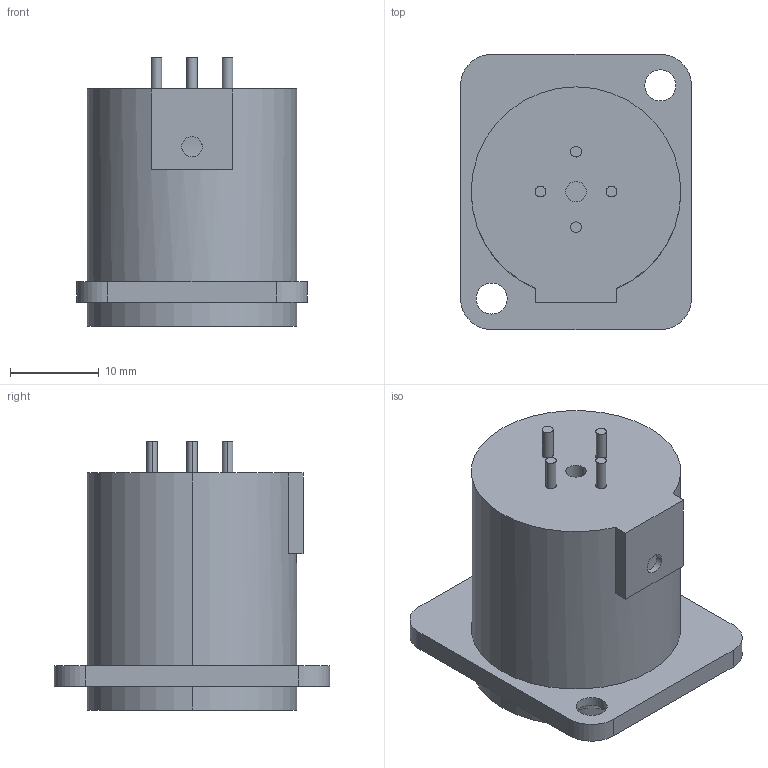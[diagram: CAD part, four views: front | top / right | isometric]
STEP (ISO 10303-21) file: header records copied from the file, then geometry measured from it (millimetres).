
FILE_DESCRIPTION((''),'2;1');
FILE_NAME('D-NC3MD-V','2014-01-23T',('odo'),(''),'PRO/ENGINEER BY PARAMETRIC TECHNOLOGY CORPORATION, 2011310','PRO/ENGINEER BY PARAMETRIC TECHNOLOGY CORPORATION, 2011310','');
FILE_SCHEMA(('AUTOMOTIVE_DESIGN_CC2 { 1 2 10303 214 -1 1 5 2 }'));
Length unit declared in the file: millimetre
Products named in the file (1): D-NC3MD-V
Bounding box: 26 x 31 x 30.2 mm (x, y, z)
Volume: 8138 mm3; surface area: 5174.9 mm2
Topology: 1 solids, 1 shells, 83 faces, 200 edges, 132 vertices
Faces by surface type: plane 40, cylinder 39, cone 4
Entity records: 3312 total; most frequent: DIRECTION 450, CARTESIAN_POINT 443, ORIENTED_EDGE 400, COLOUR_RGB 209, PRESENTATION_STYLE_ASSIGNMENT 201, STYLED_ITEM 201, CURVE_STYLE 200, EDGE_CURVE 200
